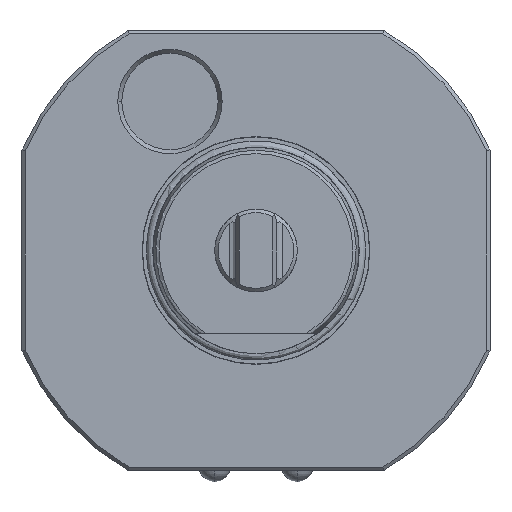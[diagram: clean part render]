
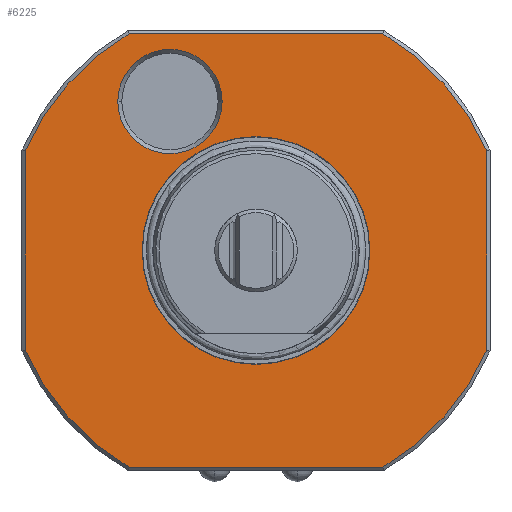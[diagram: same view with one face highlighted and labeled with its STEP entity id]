
A CAD part, left-side view. The second image highlights one B-rep face of the part: STEP entity #6225.
In plain terms, the highlighted planar face has unit normal (-1, 0, 0).
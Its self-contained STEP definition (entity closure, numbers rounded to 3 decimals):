
#234=CARTESIAN_POINT('',(-60.,0.,0.));
#235=DIRECTION('',(1.,0.,0.));
#236=DIRECTION('',(0.,-0.918,-0.397));
#237=AXIS2_PLACEMENT_3D('',#234,#235,#236);
#239=DIRECTION('',(0.,-1.,0.));
#240=VECTOR('',#239,36.878);
#241=CARTESIAN_POINT('',(-60.,18.439,-31.5));
#242=LINE('',#241,#240);
#243=CARTESIAN_POINT('',(-60.,0.,0.));
#244=DIRECTION('',(1.,0.,0.));
#245=DIRECTION('',(0.,0.505,-0.863));
#246=AXIS2_PLACEMENT_3D('',#243,#244,#245);
#248=DIRECTION('',(0.,0.,-1.));
#249=VECTOR('',#248,28.983);
#250=CARTESIAN_POINT('',(-60.,33.5,14.492));
#251=LINE('',#250,#249);
#252=CARTESIAN_POINT('',(-60.,0.,0.));
#253=DIRECTION('',(1.,0.,0.));
#254=DIRECTION('',(0.,0.918,0.397));
#255=AXIS2_PLACEMENT_3D('',#252,#253,#254);
#257=DIRECTION('',(0.,1.,0.));
#258=VECTOR('',#257,36.879);
#259=CARTESIAN_POINT('',(-60.,-18.439,31.5));
#260=LINE('',#259,#258);
#261=CARTESIAN_POINT('',(-60.,0.,0.));
#262=DIRECTION('',(1.,0.,0.));
#263=DIRECTION('',(0.,-0.505,0.863));
#264=AXIS2_PLACEMENT_3D('',#261,#262,#263);
#266=DIRECTION('',(0.,0.,1.));
#267=VECTOR('',#266,28.983);
#268=CARTESIAN_POINT('',(-60.,-33.5,
-14.491));
#269=LINE('',#268,#267);
#270=CARTESIAN_POINT('',(-60.,0.,0.));
#271=DIRECTION('',(1.,0.,0.));
#272=DIRECTION('',(0.,-1.,0.));
#273=AXIS2_PLACEMENT_3D('',#270,#271,#272);
#275=CARTESIAN_POINT('',(-60.,0.,0.));
#276=DIRECTION('',(1.,0.,0.));
#277=DIRECTION('',(0.,1.,0.));
#278=AXIS2_PLACEMENT_3D('',#275,#276,#277);
#280=CARTESIAN_POINT('',(-60.,12.5,21.651));
#281=DIRECTION('',(1.,0.,0.));
#282=DIRECTION('',(0.,-1.,0.));
#283=AXIS2_PLACEMENT_3D('',#280,#281,#282);
#285=CARTESIAN_POINT('',(-60.,12.5,21.651));
#286=DIRECTION('',(1.,0.,0.));
#287=DIRECTION('',(0.,1.,0.));
#288=AXIS2_PLACEMENT_3D('',#285,#286,#287);
#5436=CARTESIAN_POINT('',(-60.,-16.55,0.));
#5437=CARTESIAN_POINT('',(-60.,16.55,0.));
#5438=VERTEX_POINT('',#5436);
#5439=VERTEX_POINT('',#5437);
#5440=CARTESIAN_POINT('',(-60.,4.923,21.651));
#5441=CARTESIAN_POINT('',(-60.,20.077,21.651));
#5442=VERTEX_POINT('',#5440);
#5443=VERTEX_POINT('',#5441);
#5460=CARTESIAN_POINT('',(-60.,-33.5,-14.491));
#5461=CARTESIAN_POINT('',(-60.,-18.439,-31.5));
#5462=VERTEX_POINT('',#5460);
#5463=VERTEX_POINT('',#5461);
#5468=CARTESIAN_POINT('',(-60.,18.439,-31.5));
#5469=CARTESIAN_POINT('',(-60.,33.5,-14.491));
#5470=VERTEX_POINT('',#5468);
#5471=VERTEX_POINT('',#5469);
#5476=CARTESIAN_POINT('',(-60.,33.5,14.492));
#5477=CARTESIAN_POINT('',(-60.,18.44,31.5));
#5478=VERTEX_POINT('',#5476);
#5479=VERTEX_POINT('',#5477);
#5484=CARTESIAN_POINT('',(-60.,-18.44,31.5));
#5485=CARTESIAN_POINT('',(-60.,-33.5,14.492));
#5486=VERTEX_POINT('',#5484);
#5487=VERTEX_POINT('',#5485);
#6191=CARTESIAN_POINT('',(-60.,0.,0.));
#6192=DIRECTION('',(-1.,0.,0.));
#6193=DIRECTION('',(0.,1.,0.));
#6194=AXIS2_PLACEMENT_3D('',#6191,#6192,#6193);
#6195=PLANE('',#6194);
#6197=ORIENTED_EDGE('',*,*,#6196,.T.);
#6199=ORIENTED_EDGE('',*,*,#6198,.F.);
#6201=ORIENTED_EDGE('',*,*,#6200,.T.);
#6203=ORIENTED_EDGE('',*,*,#6202,.F.);
#6204=ORIENTED_EDGE('',*,*,#6181,.T.);
#6206=ORIENTED_EDGE('',*,*,#6205,.F.);
#6208=ORIENTED_EDGE('',*,*,#6207,.T.);
#6210=ORIENTED_EDGE('',*,*,#6209,.F.);
#6211=EDGE_LOOP('',(#6197,#6199,#6201,#6203,#6204,#6206,#6208,#6210));
#6212=FACE_OUTER_BOUND('',#6211,.F.);
#6214=ORIENTED_EDGE('',*,*,#6213,.F.);
#6216=ORIENTED_EDGE('',*,*,#6215,.F.);
#6217=EDGE_LOOP('',(#6214,#6216));
#6218=FACE_BOUND('',#6217,.F.);
#6220=ORIENTED_EDGE('',*,*,#6219,.F.);
#6222=ORIENTED_EDGE('',*,*,#6221,.F.);
#6223=EDGE_LOOP('',(#6220,#6222));
#6224=FACE_BOUND('',#6223,.F.);
#238=CIRCLE('',#237,36.5);
#247=CIRCLE('',#246,36.5);
#256=CIRCLE('',#255,36.501);
#265=CIRCLE('',#264,36.501);
#274=CIRCLE('',#273,16.55);
#279=CIRCLE('',#278,16.55);
#284=CIRCLE('',#283,7.577);
#289=CIRCLE('',#288,7.577);
#6181=EDGE_CURVE('',#5478,#5479,#256,.T.);
#6196=EDGE_CURVE('',#5462,#5463,#238,.T.);
#6198=EDGE_CURVE('',#5470,#5463,#242,.T.);
#6200=EDGE_CURVE('',#5470,#5471,#247,.T.);
#6202=EDGE_CURVE('',#5478,#5471,#251,.T.);
#6205=EDGE_CURVE('',#5486,#5479,#260,.T.);
#6207=EDGE_CURVE('',#5486,#5487,#265,.T.);
#6209=EDGE_CURVE('',#5462,#5487,#269,.T.);
#6213=EDGE_CURVE('',#5438,#5439,#274,.T.);
#6215=EDGE_CURVE('',#5439,#5438,#279,.T.);
#6219=EDGE_CURVE('',#5442,#5443,#284,.T.);
#6221=EDGE_CURVE('',#5443,#5442,#289,.T.);
#6225=ADVANCED_FACE('',(#6212,#6218,#6224),#6195,.T.);
